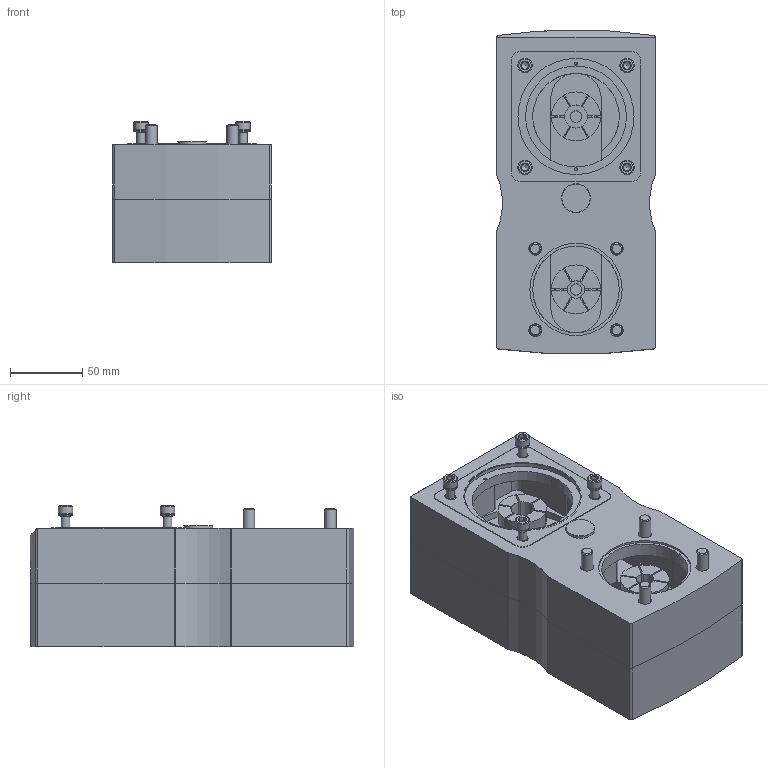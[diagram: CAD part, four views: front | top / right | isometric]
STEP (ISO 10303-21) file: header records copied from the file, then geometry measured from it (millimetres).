
FILE_DESCRIPTION(/* description */ ('STEP AP214'),/* implementation_level */ '2;1');
FILE_NAME(/* name */ '1203181_EAMM-U-110-D60-90R-120-S1',/* time_stamp */ '2024-08-27T06:16:01+02:00',/* author */ ('License CC BY-ND 4.0'),/* organization */ ('CADENAS'),/* preprocessor_version */ 'ST-DEVELOPER v19.3',/* originating_system */ 'PARTsolutions',/* authorisation */ ' ');
FILE_SCHEMA (('AUTOMOTIVE_DESIGN {1 0 10303 214 3 1 1}'));
Length unit declared in the file: millimetre
Products named in the file (13): 1203181 EAMM-U-110-D60-90R-120-S1; 1202500 EAMM-U-110-D60-90R-120-S1---(UT); 1410036 EAMM-U-110-D60-...-225S---(OT); ISO-4762 M8x50; DIN 557 - M6; 1379181 M8-NBR-8x13.9x1; DIN-6912 - M8x20(F); 1226093 EAMM-U-90R-S1---(DM); 1406086 M6-NBR-6x9.9x1; ISO-4762 M6x22; 2429558 EAMH-110-16-C34; 2429556 EAMH-110-12-C34; 706368 GPN
Assembly tree (33 placements, depth 2):
  1203181 EAMM-U-110-D60-90R-120-S1
    1202500 EAMM-U-110-D60-90R-120-S1---(UT)
    1410036 EAMM-U-110-D60-...-225S---(OT)
    ISO-4762 M8x50  x7
    DIN 557 - M6  x4
    1379181 M8-NBR-8x13.9x1  x4
    DIN-6912 - M8x20(F)  x4
    1226093 EAMM-U-90R-S1---(DM)
    1406086 M6-NBR-6x9.9x1  x4
    ISO-4762 M6x22  x4
    2429558 EAMH-110-16-C34
    2429556 EAMH-110-12-C34
    706368 GPN
Bounding box: 110 x 224.5 x 98 mm (x, y, z)
Volume: 1232486.4 mm3; surface area: 253015.8 mm2
Topology: 33 solids, 33 shells, 970 faces, 2319 edges, 1459 vertices
Faces by surface type: plane 456, cone 263, cylinder 225, torus 26
Full cylindrical faces by diameter (mm): 4 x4, 4.917 x4, 6 x8, 6.647 x15, 7 x4, 8 x17, 9 x11, 9.9 x4, 10 x4, 11.6 x1, 12 x3, 12.4 x1, 13 x11, 13.9 x4, 15 x11, 15.3 x1, 16 x1, 16.4 x1, 20 x1, 25 x2, 30 x2, 60 x1, 64 x1, 70 x1, 80.5 x1
Entity records: 16206 total; most frequent: CARTESIAN_POINT 3114, DIRECTION 2755, ORIENTED_EDGE 2378, EDGE_CURVE 1189, AXIS2_PLACEMENT_3D 1121, VERTEX_POINT 866, FACE_BOUND 789, EDGE_LOOP 769
